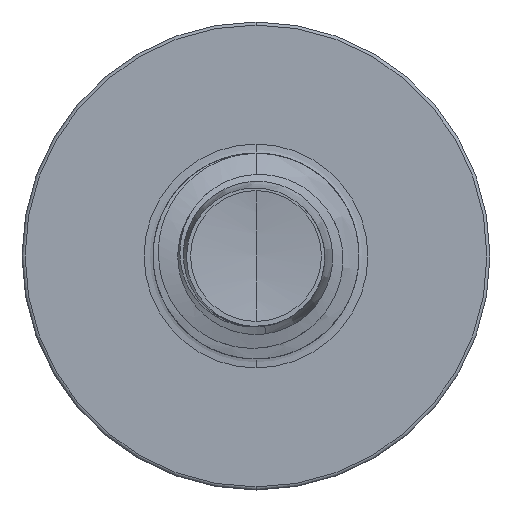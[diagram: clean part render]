
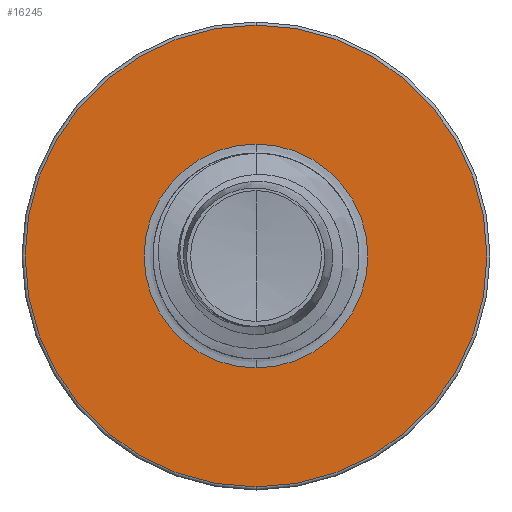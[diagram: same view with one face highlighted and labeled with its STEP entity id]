
A CAD part, front view. The second image highlights one B-rep face of the part: STEP entity #16245.
In plain terms, the highlighted planar face has unit normal (0, -1, 0).
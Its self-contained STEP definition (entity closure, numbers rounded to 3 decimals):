
#906 = EDGE_LOOP ( 'NONE', ( #10579, #10737 ) ) ;
#945 = AXIS2_PLACEMENT_3D ( 'NONE', #6503, #8287, #18756 ) ;
#1311 = CARTESIAN_POINT ( 'NONE',  ( 0., 7.5, 0. ) ) ;
#1323 = CARTESIAN_POINT ( 'NONE',  ( 0., 7.5, 0. ) ) ;
#2377 = PLANE ( 'NONE',  #945 ) ;
#3343 = DIRECTION ( 'NONE',  ( 0., 0., 1. ) ) ;
#3359 = DIRECTION ( 'NONE',  ( 0., 0., 1. ) ) ;
#3934 = DIRECTION ( 'NONE',  ( 0., 1., 0. ) ) ;
#4173 = AXIS2_PLACEMENT_3D ( 'NONE', #1323, #13885, #3359 ) ;
#5659 = AXIS2_PLACEMENT_3D ( 'NONE', #8927, #19255, #10694 ) ;
#6503 = CARTESIAN_POINT ( 'NONE',  ( 0., 7.5, -1.196 ) ) ;
#7505 = CIRCLE ( 'NONE', #5659, 1.196 ) ;
#7749 = CARTESIAN_POINT ( 'NONE',  ( 0., 7.5, 1.196 ) ) ;
#8287 = DIRECTION ( 'NONE',  ( 0., 1., 0. ) ) ;
#8824 = CARTESIAN_POINT ( 'NONE',  ( 0., 7.5, 2.467 ) ) ;
#8927 = CARTESIAN_POINT ( 'NONE',  ( 0., 7.5, 0. ) ) ;
#9342 = AXIS2_PLACEMENT_3D ( 'NONE', #1311, #13874, #3343 ) ;
#9687 = ORIENTED_EDGE ( 'NONE', *, *, #15696, .F. ) ;
#9807 = ORIENTED_EDGE ( 'NONE', *, *, #19094, .F. ) ;
#10579 = ORIENTED_EDGE ( 'NONE', *, *, #19063, .T. ) ;
#10694 = DIRECTION ( 'NONE',  ( 0., 0., 1. ) ) ;
#10737 = ORIENTED_EDGE ( 'NONE', *, *, #15897, .T. ) ;
#12130 = CIRCLE ( 'NONE', #4173, 1.196 ) ;
#12213 = VERTEX_POINT ( 'NONE', #8824 ) ;
#13383 = FACE_BOUND ( 'NONE', #906, .T. ) ;
#13874 = DIRECTION ( 'NONE',  ( 0., 1., 0. ) ) ;
#13885 = DIRECTION ( 'NONE',  ( 0., 1., 0. ) ) ;
#14318 = CARTESIAN_POINT ( 'NONE',  ( 0., 7.5, 0. ) ) ;
#15521 = VERTEX_POINT ( 'NONE', #20699 ) ;
#15677 = DIRECTION ( 'NONE',  ( 0., 0., 1. ) ) ;
#15696 = EDGE_CURVE ( 'NONE', #12213, #18596, #15987, .T. ) ;
#15897 = EDGE_CURVE ( 'NONE', #15521, #17611, #12130, .T. ) ;
#15987 = CIRCLE ( 'NONE', #20254, 2.467 ) ;
#16245 = ADVANCED_FACE ( 'NONE', ( #20621, #13383 ), #2377, .F. ) ;
#16560 = CARTESIAN_POINT ( 'NONE',  ( 0., 7.5, -2.467 ) ) ;
#17611 = VERTEX_POINT ( 'NONE', #7749 ) ;
#18087 = EDGE_LOOP ( 'NONE', ( #9687, #9807 ) ) ;
#18596 = VERTEX_POINT ( 'NONE', #16560 ) ;
#18756 = DIRECTION ( 'NONE',  ( 0., 0., 1. ) ) ;
#19063 = EDGE_CURVE ( 'NONE', #17611, #15521, #7505, .T. ) ;
#19082 = CIRCLE ( 'NONE', #9342, 2.467 ) ;
#19094 = EDGE_CURVE ( 'NONE', #18596, #12213, #19082, .T. ) ;
#19255 = DIRECTION ( 'NONE',  ( 0., 1., 0. ) ) ;
#20254 = AXIS2_PLACEMENT_3D ( 'NONE', #14318, #3934, #15677 ) ;
#20621 = FACE_OUTER_BOUND ( 'NONE', #18087, .T. ) ;
#20699 = CARTESIAN_POINT ( 'NONE',  ( 0., 7.5, -1.196 ) ) ;
